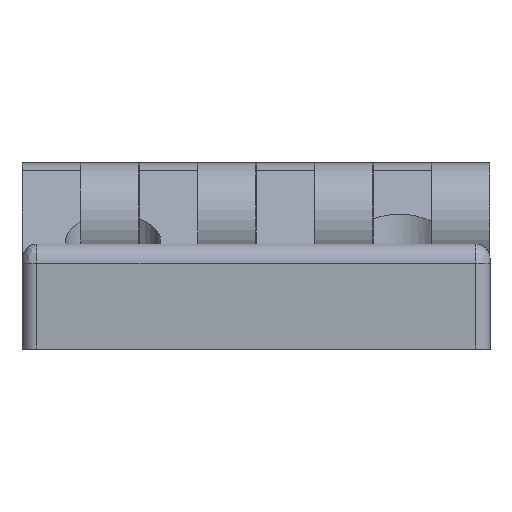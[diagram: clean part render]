
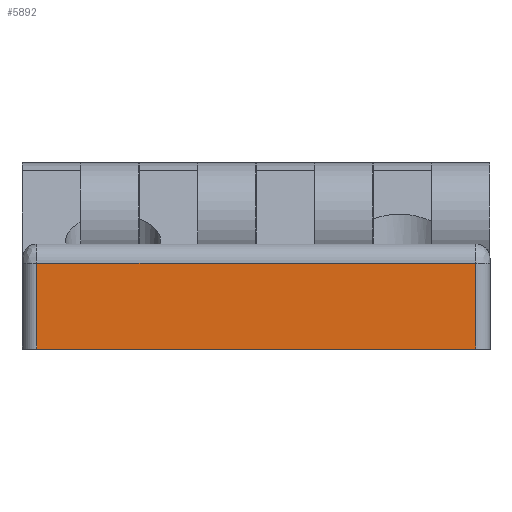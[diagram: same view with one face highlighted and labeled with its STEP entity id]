
A CAD part, left-side view. The second image highlights one B-rep face of the part: STEP entity #5892.
In plain terms, the highlighted planar face has unit normal (-1, 0, 0).
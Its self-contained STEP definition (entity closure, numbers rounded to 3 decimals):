
#249=PLANE($,#6502);
#550=FACE_OUTER_BOUND($,#905,.T.);
#905=EDGE_LOOP($,(#5115,#5116,#5117,#5118));
#1422=LINE($,#9918,#1940);
#1437=LINE($,#9970,#1955);
#1438=LINE($,#9974,#1956);
#1439=LINE($,#9975,#1957);
#1940=VECTOR($,#8112,9.);
#1955=VECTOR($,#8147,46.);
#1956=VECTOR($,#8152,46.);
#1957=VECTOR($,#8153,9.);
#2805=VERTEX_POINT($,#9915);
#2806=VERTEX_POINT($,#9917);
#2824=VERTEX_POINT($,#9969);
#2825=VERTEX_POINT($,#9973);
#3614=EDGE_CURVE($,#2805,#2806,#1422,.T.);
#3636=EDGE_CURVE($,#2806,#2824,#1437,.T.);
#3638=EDGE_CURVE($,#2805,#2825,#1438,.T.);
#3639=EDGE_CURVE($,#2824,#2825,#1439,.T.);
#5115=ORIENTED_EDGE($,*,*,#3614,.F.);
#5116=ORIENTED_EDGE($,*,*,#3638,.T.);
#5117=ORIENTED_EDGE($,*,*,#3639,.F.);
#5118=ORIENTED_EDGE($,*,*,#3636,.F.);
#5892=ADVANCED_FACE($,(#550),#249,.T.);
#6502=AXIS2_PLACEMENT_3D($,#9972,#8150,#8151);
#8112=DIRECTION($,(0.,0.,1.));
#8147=DIRECTION($,(0.,-1.,0.));
#8150=DIRECTION('center_axis',(-1.,0.,0.));
#8151=DIRECTION('ref_axis',(0.,-1.,0.));
#8152=DIRECTION($,(0.,-1.,0.));
#8153=DIRECTION($,(0.,0.,-1.));
#9915=CARTESIAN_POINT('',(0.,32.25,0.));
#9917=CARTESIAN_POINT('',(0.,32.25,9.));
#9918=CARTESIAN_POINT($,(0.,32.25,0.));
#9969=CARTESIAN_POINT('',(0.,-13.75,9.));
#9970=CARTESIAN_POINT($,(0.,32.25,9.));
#9972=CARTESIAN_POINT('Origin',(0.,33.75,0.));
#9973=CARTESIAN_POINT('',(0.,-13.75,0.));
#9974=CARTESIAN_POINT($,(0.,32.25,0.));
#9975=CARTESIAN_POINT($,(0.,-13.75,9.));
